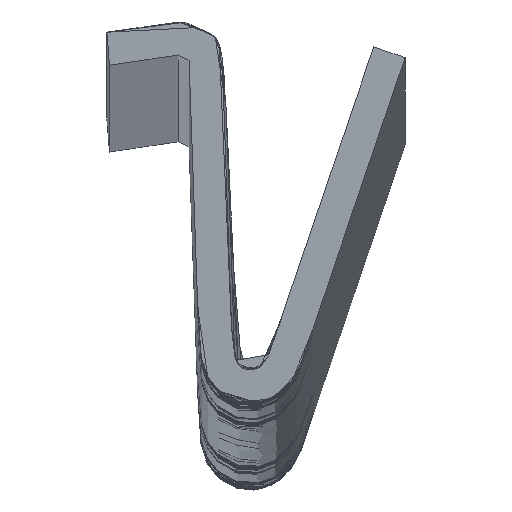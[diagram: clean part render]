
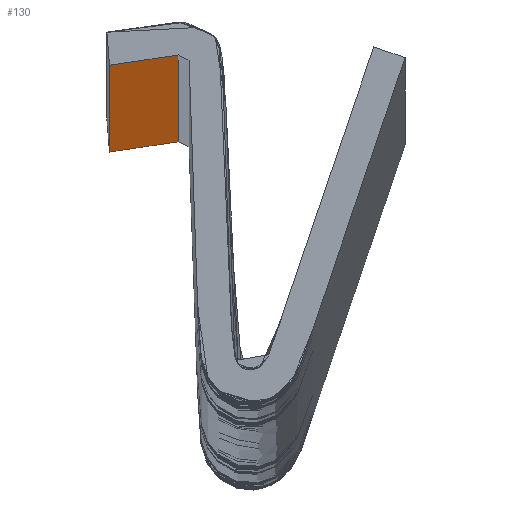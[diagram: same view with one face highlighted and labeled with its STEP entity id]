
A CAD part, top view. The second image highlights one B-rep face of the part: STEP entity #130.
In plain terms, the highlighted free-form (B-spline) face has degree [3, 1] with [7, 2] control points.
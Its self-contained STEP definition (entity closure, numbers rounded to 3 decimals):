
#35=FACE_OUTER_BOUND('',#43,.T.);
#43=EDGE_LOOP('',(#94,#95,#96,#97));
#52=B_SPLINE_CURVE_WITH_KNOTS('',3,(#203,#204,#205,#206,#207,#208),
 .UNSPECIFIED.,.F.,.F.,(4,2,4),(0.,75.,150.),.UNSPECIFIED.);
#54=B_SPLINE_CURVE_WITH_KNOTS('',3,(#231,#232,#233,#234,#235,#236,#237),
 .UNSPECIFIED.,.F.,.F.,(4,3,4),(0.,0.079,0.111),
 .UNSPECIFIED.);
#55=B_SPLINE_CURVE_WITH_KNOTS('',1,(#239,#240),.UNSPECIFIED.,.F.,.F.,(2,
2),(0.,150.),.UNSPECIFIED.);
#56=B_SPLINE_CURVE_WITH_KNOTS('',3,(#241,#242,#243,#244,#245,#246,#247),
 .UNSPECIFIED.,.F.,.F.,(4,3,4),(0.,0.079,0.111),
 .UNSPECIFIED.);
#62=VERTEX_POINT('',#194);
#63=VERTEX_POINT('',#202);
#64=VERTEX_POINT('',#230);
#65=VERTEX_POINT('',#238);
#74=EDGE_CURVE('',#62,#63,#52,.F.);
#76=EDGE_CURVE('',#64,#62,#54,.T.);
#77=EDGE_CURVE('',#65,#64,#55,.T.);
#78=EDGE_CURVE('',#65,#63,#56,.T.);
#94=ORIENTED_EDGE('',*,*,#74,.F.);
#95=ORIENTED_EDGE('',*,*,#76,.F.);
#96=ORIENTED_EDGE('',*,*,#77,.F.);
#97=ORIENTED_EDGE('',*,*,#78,.T.);
#127=B_SPLINE_SURFACE_WITH_KNOTS('',3,1,((#216,#217),(#218,#219),(#220,
#221),(#222,#223),(#224,#225),(#226,#227),(#228,#229)),.UNSPECIFIED.,.F.,
 .F.,.F.,(4,3,4),(2,2),(0.,0.079,0.124),(0.,150.),
 .UNSPECIFIED.);
#130=ADVANCED_FACE('',(#35),#127,.T.);
#194=CARTESIAN_POINT('',(2.167,9.888,1500.));
#202=CARTESIAN_POINT('',(2.167,9.888,0.));
#203=CARTESIAN_POINT('Ctrl Pts',(2.167,9.888,0.));
#204=CARTESIAN_POINT('Ctrl Pts',(2.167,9.888,250.));
#205=CARTESIAN_POINT('Ctrl Pts',(2.167,9.888,500.));
#206=CARTESIAN_POINT('Ctrl Pts',(2.167,9.888,1000.));
#207=CARTESIAN_POINT('Ctrl Pts',(2.167,9.888,1250.));
#208=CARTESIAN_POINT('Ctrl Pts',(2.167,9.888,1500.));
#216=CARTESIAN_POINT('Ctrl Pts',(0.092,9.577,0.));
#217=CARTESIAN_POINT('Ctrl Pts',(0.092,9.577,1500.));
#218=CARTESIAN_POINT('Ctrl Pts',(0.833,9.636,0.));
#219=CARTESIAN_POINT('Ctrl Pts',(0.833,9.636,1500.));
#220=CARTESIAN_POINT('Ctrl Pts',(1.423,9.728,0.));
#221=CARTESIAN_POINT('Ctrl Pts',(1.423,9.728,1500.));
#222=CARTESIAN_POINT('Ctrl Pts',(1.82,9.813,0.));
#223=CARTESIAN_POINT('Ctrl Pts',(1.82,9.813,1500.));
#224=CARTESIAN_POINT('Ctrl Pts',(2.048,9.862,0.));
#225=CARTESIAN_POINT('Ctrl Pts',(2.048,9.862,1500.));
#226=CARTESIAN_POINT('Ctrl Pts',(2.198,9.893,0.));
#227=CARTESIAN_POINT('Ctrl Pts',(2.198,9.893,1500.));
#228=CARTESIAN_POINT('Ctrl Pts',(2.203,9.893,0.));
#229=CARTESIAN_POINT('Ctrl Pts',(2.203,9.893,1500.));
#230=CARTESIAN_POINT('',(0.092,9.577,1500.));
#231=CARTESIAN_POINT('Ctrl Pts',(0.092,9.577,1500.));
#232=CARTESIAN_POINT('Ctrl Pts',(0.833,9.636,1500.));
#233=CARTESIAN_POINT('Ctrl Pts',(1.423,9.728,1500.));
#234=CARTESIAN_POINT('Ctrl Pts',(1.82,9.813,1500.));
#235=CARTESIAN_POINT('Ctrl Pts',(1.982,9.848,1500.));
#236=CARTESIAN_POINT('Ctrl Pts',(2.105,9.874,1500.));
#237=CARTESIAN_POINT('Ctrl Pts',(2.164,9.886,1500.));
#238=CARTESIAN_POINT('',(0.092,9.577,0.));
#239=CARTESIAN_POINT('Ctrl Pts',(0.092,9.577,0.));
#240=CARTESIAN_POINT('Ctrl Pts',(0.092,9.577,1500.));
#241=CARTESIAN_POINT('Ctrl Pts',(0.092,9.577,0.));
#242=CARTESIAN_POINT('Ctrl Pts',(0.833,9.636,0.));
#243=CARTESIAN_POINT('Ctrl Pts',(1.423,9.728,0.));
#244=CARTESIAN_POINT('Ctrl Pts',(1.82,9.813,0.));
#245=CARTESIAN_POINT('Ctrl Pts',(1.982,9.848,0.));
#246=CARTESIAN_POINT('Ctrl Pts',(2.105,9.874,0.));
#247=CARTESIAN_POINT('Ctrl Pts',(2.164,9.886,0.));
